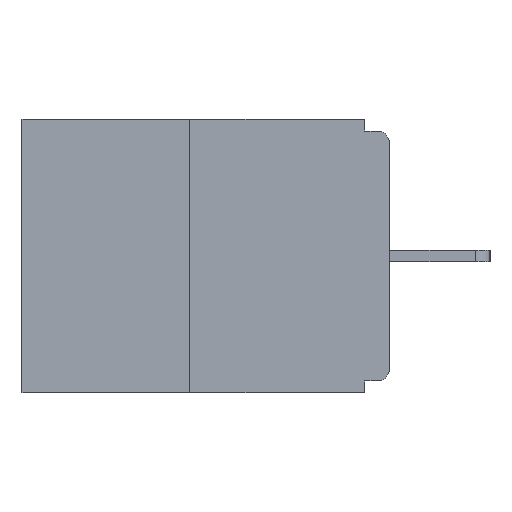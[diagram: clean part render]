
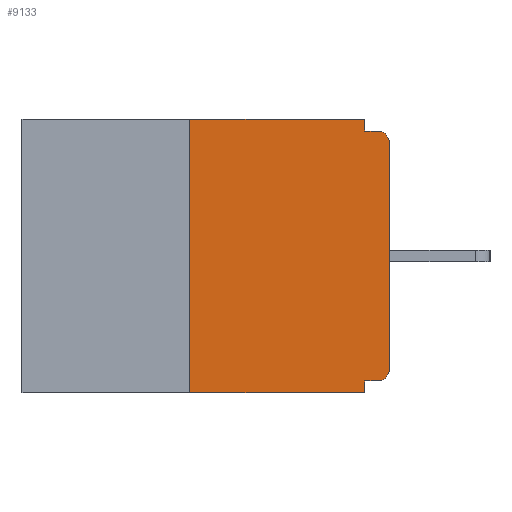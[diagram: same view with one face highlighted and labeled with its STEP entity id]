
A CAD part, left-side view. The second image highlights one B-rep face of the part: STEP entity #9133.
In plain terms, the highlighted planar face has unit normal (-1, 0, 0).
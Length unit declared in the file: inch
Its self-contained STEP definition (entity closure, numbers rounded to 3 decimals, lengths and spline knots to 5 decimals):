
#151 = LINE ( 'NONE', #12249, #5930 ) ;
#190 = LINE ( 'NONE', #7081, #6754 ) ;
#260 = CARTESIAN_POINT ( 'NONE',  ( 0., 0.031, 0. ) ) ;
#462 = EDGE_CURVE ( 'NONE', #11870, #8800, #8395, .T. ) ;
#2024 = CARTESIAN_POINT ( 'NONE',  ( 0., 0.031, -0.015 ) ) ;
#2299 = VERTEX_POINT ( 'NONE', #8497 ) ;
#2320 = CARTESIAN_POINT ( 'NONE',  ( 0., 0., -0.328 ) ) ;
#2383 = ORIENTED_EDGE ( 'NONE', *, *, #462, .T. ) ;
#2563 = VECTOR ( 'NONE', #3301, 39.37008 ) ;
#2995 = DIRECTION ( 'NONE',  ( 0., 0., -1. ) ) ;
#3279 = CARTESIAN_POINT ( 'NONE',  ( 0., 0.015, -0.313 ) ) ;
#3301 = DIRECTION ( 'NONE',  ( 0., -1., 0. ) ) ;
#3563 = DIRECTION ( 'NONE',  ( 0., -1., 0. ) ) ;
#3591 = ORIENTED_EDGE ( 'NONE', *, *, #11154, .T. ) ;
#3812 = LINE ( 'NONE', #7842, #6061 ) ;
#3827 = DIRECTION ( 'NONE',  ( -1., 0., 0. ) ) ;
#3836 = DIRECTION ( 'NONE',  ( 1., 0., 0. ) ) ;
#3860 = EDGE_CURVE ( 'NONE', #9891, #5474, #9398, .T. ) ;
#4260 = DIRECTION ( 'NONE',  ( -1., 0., 0. ) ) ;
#4339 = AXIS2_PLACEMENT_3D ( 'NONE', #9937, #3836, #7865 ) ;
#4458 = EDGE_CURVE ( 'NONE', #7184, #11105, #9808, .T. ) ;
#4561 = EDGE_CURVE ( 'NONE', #11105, #12970, #11926, .T. ) ;
#4904 = CARTESIAN_POINT ( 'NONE',  ( 0., 0.25, 0. ) ) ;
#4942 = DIRECTION ( 'NONE',  ( 0., 0., -1. ) ) ;
#5276 = CARTESIAN_POINT ( 'NONE',  ( 0., 0.46, -0.343 ) ) ;
#5474 = VERTEX_POINT ( 'NONE', #9499 ) ;
#5887 = CARTESIAN_POINT ( 'NONE',  ( 0., 0., -0.015 ) ) ;
#5930 = VECTOR ( 'NONE', #7323, 39.37008 ) ;
#6004 = VECTOR ( 'NONE', #3563, 39.37008 ) ;
#6061 = VECTOR ( 'NONE', #12033, 39.37008 ) ;
#6754 = VECTOR ( 'NONE', #2995, 39.37008 ) ;
#7081 = CARTESIAN_POINT ( 'NONE',  ( 0., 0.031, -0.343 ) ) ;
#7184 = VERTEX_POINT ( 'NONE', #260 ) ;
#7193 = LINE ( 'NONE', #2320, #8139 ) ;
#7323 = DIRECTION ( 'NONE',  ( 0., 0., 1. ) ) ;
#7343 = CARTESIAN_POINT ( 'NONE',  ( 0., 0.031, -0.343 ) ) ;
#7345 = EDGE_LOOP ( 'NONE', ( #10378, #11272, #2383, #9662, #12530, #11068, #3591, #9000, #11135, #11938 ) ) ;
#7393 = DIRECTION ( 'NONE',  ( 0., 1., 0. ) ) ;
#7424 = DIRECTION ( 'NONE',  ( 0., 0., -1. ) ) ;
#7447 = VERTEX_POINT ( 'NONE', #4904 ) ;
#7478 = DIRECTION ( 'NONE',  ( 0., 0., -1. ) ) ;
#7839 = CARTESIAN_POINT ( 'NONE',  ( 0., 0.015, -0.328 ) ) ;
#7842 = CARTESIAN_POINT ( 'NONE',  ( 0., 0., 0. ) ) ;
#7865 = DIRECTION ( 'NONE',  ( 0., 0., -1. ) ) ;
#7932 = AXIS2_PLACEMENT_3D ( 'NONE', #13033, #3827, #4942 ) ;
#7996 = CARTESIAN_POINT ( 'NONE',  ( 0., 0., -0.03 ) ) ;
#8112 = EDGE_CURVE ( 'NONE', #9891, #2299, #7193, .T. ) ;
#8139 = VECTOR ( 'NONE', #7393, 39.37008 ) ;
#8316 = LINE ( 'NONE', #12373, #2563 ) ;
#8389 = EDGE_CURVE ( 'NONE', #10706, #12970, #10279, .T. ) ;
#8395 = LINE ( 'NONE', #5276, #6004 ) ;
#8470 = CARTESIAN_POINT ( 'NONE',  ( 0., 0.015, -0.015 ) ) ;
#8497 = CARTESIAN_POINT ( 'NONE',  ( 0., 0.031, -0.328 ) ) ;
#8539 = CARTESIAN_POINT ( 'NONE',  ( 0., 0.031, 0. ) ) ;
#8800 = VERTEX_POINT ( 'NONE', #7343 ) ;
#8815 = DIRECTION ( 'NONE',  ( 0., -1., 0. ) ) ;
#8863 = FACE_OUTER_BOUND ( 'NONE', #7345, .T. ) ;
#9000 = ORIENTED_EDGE ( 'NONE', *, *, #8389, .T. ) ;
#9133 = ADVANCED_FACE ( 'NONE', ( #8863 ), #12903, .F. ) ;
#9163 = VECTOR ( 'NONE', #8815, 39.37008 ) ;
#9398 = CIRCLE ( 'NONE', #11737, 0.015 ) ;
#9499 = CARTESIAN_POINT ( 'NONE',  ( 0., 0., -0.313 ) ) ;
#9662 = ORIENTED_EDGE ( 'NONE', *, *, #11639, .F. ) ;
#9808 = LINE ( 'NONE', #8539, #9810 ) ;
#9810 = VECTOR ( 'NONE', #7478, 39.37008 ) ;
#9891 = VERTEX_POINT ( 'NONE', #7839 ) ;
#9937 = CARTESIAN_POINT ( 'NONE',  ( 0., 0.46, 0. ) ) ;
#10279 = CIRCLE ( 'NONE', #7932, 0.015 ) ;
#10378 = ORIENTED_EDGE ( 'NONE', *, *, #12196, .F. ) ;
#10706 = VERTEX_POINT ( 'NONE', #7996 ) ;
#11068 = ORIENTED_EDGE ( 'NONE', *, *, #3860, .T. ) ;
#11105 = VERTEX_POINT ( 'NONE', #2024 ) ;
#11135 = ORIENTED_EDGE ( 'NONE', *, *, #4561, .F. ) ;
#11154 = EDGE_CURVE ( 'NONE', #5474, #10706, #3812, .T. ) ;
#11272 = ORIENTED_EDGE ( 'NONE', *, *, #12200, .F. ) ;
#11608 = CARTESIAN_POINT ( 'NONE',  ( 0., 0.25, -0.343 ) ) ;
#11639 = EDGE_CURVE ( 'NONE', #2299, #8800, #190, .T. ) ;
#11737 = AXIS2_PLACEMENT_3D ( 'NONE', #3279, #4260, #7424 ) ;
#11870 = VERTEX_POINT ( 'NONE', #11608 ) ;
#11926 = LINE ( 'NONE', #5887, #9163 ) ;
#11938 = ORIENTED_EDGE ( 'NONE', *, *, #4458, .F. ) ;
#12033 = DIRECTION ( 'NONE',  ( 0., 0., 1. ) ) ;
#12196 = EDGE_CURVE ( 'NONE', #7447, #7184, #8316, .T. ) ;
#12200 = EDGE_CURVE ( 'NONE', #11870, #7447, #151, .T. ) ;
#12249 = CARTESIAN_POINT ( 'NONE',  ( 0., 0.25, 0. ) ) ;
#12373 = CARTESIAN_POINT ( 'NONE',  ( 0., 0.46, 0. ) ) ;
#12530 = ORIENTED_EDGE ( 'NONE', *, *, #8112, .F. ) ;
#12903 = PLANE ( 'NONE',  #4339 ) ;
#12970 = VERTEX_POINT ( 'NONE', #8470 ) ;
#13033 = CARTESIAN_POINT ( 'NONE',  ( 0., 0.015, -0.03 ) ) ;
